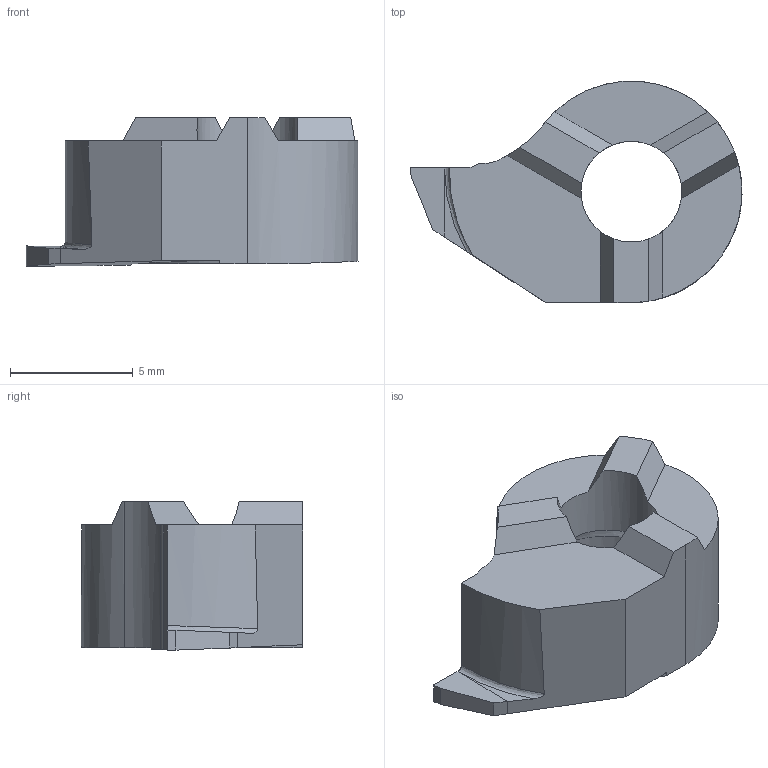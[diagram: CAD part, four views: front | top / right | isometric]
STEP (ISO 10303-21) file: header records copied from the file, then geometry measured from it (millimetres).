
FILE_DESCRIPTION(/* description */ (''),/* implementation_level */ '2;1');
FILE_NAME(/* name */ '1691031672457.stp',/* time_stamp */ '2023-08-03T08:31:25+05:00',/* author */ (''),/* organization */ ('SMS'),/* preprocessor_version */ 'ST-DEVELOPER v16.7',/* originating_system */ 'SIEMENS PLM Software NX 12.0',/* authorisation */ '');
FILE_SCHEMA (('AUTOMOTIVE_DESIGN { 1 0 10303 214 3 1 1 1 }'));
Length unit declared in the file: millimetre
Products named in the file (1): 204857573mod000_00
Bounding box: 13.5 x 9 x 6.05 mm (x, y, z)
Volume: 306.3 mm3; surface area: 403.1 mm2
Topology: 2 solids, 2 shells, 39 faces, 111 edges, 77 vertices
Faces by surface type: plane 26, bspline 7, cylinder 5, cone 1
Full cylindrical faces by diameter (mm): 4.1 x1, 6.1 x1
Entity records: 1437 total; most frequent: CARTESIAN_POINT 471, ORIENTED_EDGE 210, DIRECTION 161, EDGE_CURVE 105, VERTEX_POINT 71, AXIS2_PLACEMENT_3D 59, LINE 43, VECTOR 43
